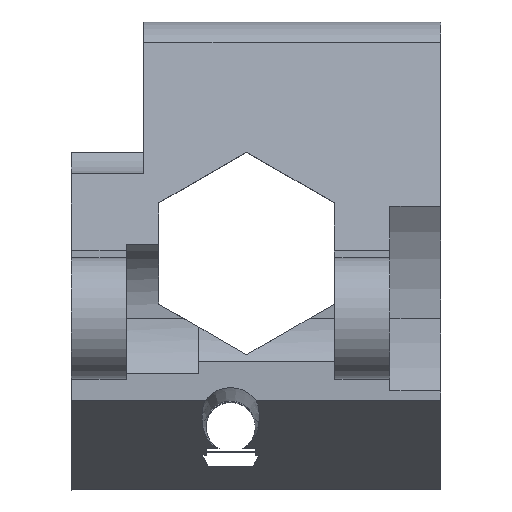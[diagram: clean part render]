
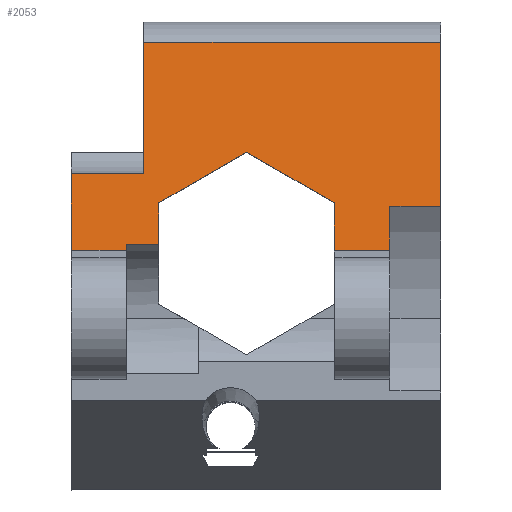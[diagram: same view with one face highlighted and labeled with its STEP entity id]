
A CAD part, top view. The second image highlights one B-rep face of the part: STEP entity #2053.
In plain terms, the highlighted planar face has unit normal (0, 0.139, 0.99).
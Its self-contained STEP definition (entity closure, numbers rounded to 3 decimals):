
#13 = LINE ( 'NONE', #764, #332 ) ;
#71 = CARTESIAN_POINT ( 'NONE',  ( -2.9, -9., -6.959 ) ) ;
#87 = VECTOR ( 'NONE', #2349, 1000. ) ;
#92 = CARTESIAN_POINT ( 'NONE',  ( -2.9, -9., -6.959 ) ) ;
#112 = VECTOR ( 'NONE', #493, 1000. ) ;
#135 = VERTEX_POINT ( 'NONE', #2412 ) ;
#146 = VERTEX_POINT ( 'NONE', #1403 ) ;
#167 = ORIENTED_EDGE ( 'NONE', *, *, #936, .F. ) ;
#207 = CARTESIAN_POINT ( 'NONE',  ( 7., -15.783, -6.005 ) ) ;
#294 = CARTESIAN_POINT ( 'NONE',  ( -11.2, -15.783, -6.005 ) ) ;
#328 = DIRECTION ( 'NONE',  ( 0., -0.99, 0.139 ) ) ;
#332 = VECTOR ( 'NONE', #2372, 1000. ) ;
#359 = LINE ( 'NONE', #1351, #548 ) ;
#369 = LINE ( 'NONE', #726, #1662 ) ;
#409 = DIRECTION ( 'NONE',  ( 1., 0., 0. ) ) ;
#424 = EDGE_LOOP ( 'NONE', ( #1949, #688, #2525, #2585, #1394, #2497, #167, #1167, #2220, #2448, #2112, #2324, #511, #1647, #2526 ) ) ;
#433 = EDGE_CURVE ( 'NONE', #892, #1508, #2548, .T. ) ;
#493 = DIRECTION ( 'NONE',  ( -1., 0., 0. ) ) ;
#500 = CARTESIAN_POINT ( 'NONE',  ( -20., -15.4, -6.059 ) ) ;
#511 = ORIENTED_EDGE ( 'NONE', *, *, #988, .T. ) ;
#544 = CARTESIAN_POINT ( 'NONE',  ( 10.5, -12.744, -6.433 ) ) ;
#548 = VECTOR ( 'NONE', #1768, 1000. ) ;
#569 = CARTESIAN_POINT ( 'NONE',  ( -15., -10.5, -6.748 ) ) ;
#584 = CARTESIAN_POINT ( 'NONE',  ( 10.5, -1.404, -8.026 ) ) ;
#611 = LINE ( 'NONE', #1538, #87 ) ;
#623 = CARTESIAN_POINT ( 'NONE',  ( -8.962, -15.4, -6.059 ) ) ;
#680 = LINE ( 'NONE', #1574, #1043 ) ;
#681 = VERTEX_POINT ( 'NONE', #998 ) ;
#687 = VECTOR ( 'NONE', #328, 1000. ) ;
#688 = ORIENTED_EDGE ( 'NONE', *, *, #1327, .F. ) ;
#697 = DIRECTION ( 'NONE',  ( 0., -0.99, 0.139 ) ) ;
#708 = VECTOR ( 'NONE', #2111, 1000. ) ;
#726 = CARTESIAN_POINT ( 'NONE',  ( -15., -10.5, -6.748 ) ) ;
#730 = VERTEX_POINT ( 'NONE', #623 ) ;
#751 = VECTOR ( 'NONE', #1021, 1000. ) ;
#764 = CARTESIAN_POINT ( 'NONE',  ( -20., -15.783, -6.005 ) ) ;
#830 = DIRECTION ( 'NONE',  ( 0., -0.99, 0.139 ) ) ;
#840 = EDGE_CURVE ( 'NONE', #1999, #681, #1720, .T. ) ;
#880 = DIRECTION ( 'NONE',  ( -0.864, -0.499, 0.07 ) ) ;
#892 = VERTEX_POINT ( 'NONE', #1077 ) ;
#901 = VERTEX_POINT ( 'NONE', #1680 ) ;
#903 = CARTESIAN_POINT ( 'NONE',  ( 7., -15.783, -6.005 ) ) ;
#930 = EDGE_CURVE ( 'NONE', #901, #2207, #1594, .T. ) ;
#936 = EDGE_CURVE ( 'NONE', #1681, #1178, #1906, .T. ) ;
#937 = CARTESIAN_POINT ( 'NONE',  ( 3.162, -12.5, -6.467 ) ) ;
#988 = EDGE_CURVE ( 'NONE', #2330, #146, #369, .T. ) ;
#998 = CARTESIAN_POINT ( 'NONE',  ( -8.962, -12.5, -6.467 ) ) ;
#1021 = DIRECTION ( 'NONE',  ( 1., 0., 0. ) ) ;
#1043 = VECTOR ( 'NONE', #409, 1000. ) ;
#1077 = CARTESIAN_POINT ( 'NONE',  ( -11.2, -15.4, -6.059 ) ) ;
#1086 = CARTESIAN_POINT ( 'NONE',  ( -20., -15.783, -6.005 ) ) ;
#1089 = CARTESIAN_POINT ( 'NONE',  ( -20., -12.744, -6.433 ) ) ;
#1133 = VECTOR ( 'NONE', #1644, 1000. ) ;
#1143 = EDGE_CURVE ( 'NONE', #1178, #901, #13, .T. ) ;
#1162 = EDGE_CURVE ( 'NONE', #2330, #135, #680, .T. ) ;
#1167 = ORIENTED_EDGE ( 'NONE', *, *, #2075, .F. ) ;
#1178 = VERTEX_POINT ( 'NONE', #207 ) ;
#1190 = LINE ( 'NONE', #1089, #708 ) ;
#1221 = CARTESIAN_POINT ( 'NONE',  ( -20., -1.404, -8.026 ) ) ;
#1235 = CARTESIAN_POINT ( 'NONE',  ( -8.962, -12.5, -6.467 ) ) ;
#1241 = VECTOR ( 'NONE', #1501, 1000. ) ;
#1250 = CARTESIAN_POINT ( 'NONE',  ( 3.162, -12.5, -6.467 ) ) ;
#1269 = EDGE_CURVE ( 'NONE', #2197, #2290, #1330, .T. ) ;
#1294 = EDGE_CURVE ( 'NONE', #2207, #1999, #1659, .T. ) ;
#1305 = CARTESIAN_POINT ( 'NONE',  ( 3.162, -15.783, -6.005 ) ) ;
#1307 = CARTESIAN_POINT ( 'NONE',  ( -20., -15.783, -6.005 ) ) ;
#1327 = EDGE_CURVE ( 'NONE', #681, #730, #2250, .T. ) ;
#1330 = LINE ( 'NONE', #1221, #751 ) ;
#1351 = CARTESIAN_POINT ( 'NONE',  ( -10., -15.783, -6.005 ) ) ;
#1364 = VECTOR ( 'NONE', #697, 1000. ) ;
#1394 = ORIENTED_EDGE ( 'NONE', *, *, #930, .F. ) ;
#1403 = CARTESIAN_POINT ( 'NONE',  ( -15., -15.783, -6.005 ) ) ;
#1482 = DIRECTION ( 'NONE',  ( 0., 0.99, -0.139 ) ) ;
#1501 = DIRECTION ( 'NONE',  ( -1., 0., 0. ) ) ;
#1508 = VERTEX_POINT ( 'NONE', #294 ) ;
#1538 = CARTESIAN_POINT ( 'NONE',  ( 10.5, -7.5, -7.17 ) ) ;
#1574 = CARTESIAN_POINT ( 'NONE',  ( -20., -10.5, -6.748 ) ) ;
#1582 = LINE ( 'NONE', #1307, #1241 ) ;
#1593 = VECTOR ( 'NONE', #830, 1000. ) ;
#1594 = LINE ( 'NONE', #1305, #2442 ) ;
#1644 = DIRECTION ( 'NONE',  ( -0.864, 0.499, -0.07 ) ) ;
#1647 = ORIENTED_EDGE ( 'NONE', *, *, #2230, .F. ) ;
#1659 = LINE ( 'NONE', #1250, #1133 ) ;
#1662 = VECTOR ( 'NONE', #2509, 1000. ) ;
#1680 = CARTESIAN_POINT ( 'NONE',  ( 3.162, -15.783, -6.005 ) ) ;
#1681 = VERTEX_POINT ( 'NONE', #1756 ) ;
#1709 = EDGE_CURVE ( 'NONE', #2290, #2561, #611, .T. ) ;
#1720 = LINE ( 'NONE', #71, #1938 ) ;
#1735 = CARTESIAN_POINT ( 'NONE',  ( -11.2, -15.4, -6.059 ) ) ;
#1756 = CARTESIAN_POINT ( 'NONE',  ( 7., -12.744, -6.433 ) ) ;
#1768 = DIRECTION ( 'NONE',  ( 0., 0.99, -0.139 ) ) ;
#1892 = DIRECTION ( 'NONE',  ( 0., -0.139, -0.99 ) ) ;
#1906 = LINE ( 'NONE', #903, #1364 ) ;
#1938 = VECTOR ( 'NONE', #880, 1000. ) ;
#1949 = ORIENTED_EDGE ( 'NONE', *, *, #2085, .F. ) ;
#1999 = VERTEX_POINT ( 'NONE', #92 ) ;
#2020 = AXIS2_PLACEMENT_3D ( 'NONE', #1086, #1892, #1482 ) ;
#2053 = ADVANCED_FACE ( 'NONE', ( #2434 ), #2484, .F. ) ;
#2075 = EDGE_CURVE ( 'NONE', #2561, #1681, #1190, .T. ) ;
#2085 = EDGE_CURVE ( 'NONE', #730, #892, #2303, .T. ) ;
#2108 = DIRECTION ( 'NONE',  ( 0., 0.99, -0.139 ) ) ;
#2111 = DIRECTION ( 'NONE',  ( -1., 0., 0. ) ) ;
#2112 = ORIENTED_EDGE ( 'NONE', *, *, #2607, .F. ) ;
#2146 = CARTESIAN_POINT ( 'NONE',  ( -10., -1.404, -8.026 ) ) ;
#2197 = VERTEX_POINT ( 'NONE', #2146 ) ;
#2207 = VERTEX_POINT ( 'NONE', #937 ) ;
#2220 = ORIENTED_EDGE ( 'NONE', *, *, #1709, .F. ) ;
#2230 = EDGE_CURVE ( 'NONE', #1508, #146, #1582, .T. ) ;
#2250 = LINE ( 'NONE', #1235, #1593 ) ;
#2290 = VERTEX_POINT ( 'NONE', #584 ) ;
#2303 = LINE ( 'NONE', #500, #112 ) ;
#2324 = ORIENTED_EDGE ( 'NONE', *, *, #1162, .F. ) ;
#2330 = VERTEX_POINT ( 'NONE', #569 ) ;
#2349 = DIRECTION ( 'NONE',  ( 0., -0.99, 0.139 ) ) ;
#2372 = DIRECTION ( 'NONE',  ( -1., 0., 0. ) ) ;
#2412 = CARTESIAN_POINT ( 'NONE',  ( -10., -10.5, -6.748 ) ) ;
#2434 = FACE_OUTER_BOUND ( 'NONE', #424, .T. ) ;
#2442 = VECTOR ( 'NONE', #2108, 1000. ) ;
#2448 = ORIENTED_EDGE ( 'NONE', *, *, #1269, .F. ) ;
#2484 = PLANE ( 'NONE',  #2020 ) ;
#2497 = ORIENTED_EDGE ( 'NONE', *, *, #1143, .F. ) ;
#2509 = DIRECTION ( 'NONE',  ( 0., -0.99, 0.139 ) ) ;
#2525 = ORIENTED_EDGE ( 'NONE', *, *, #840, .F. ) ;
#2526 = ORIENTED_EDGE ( 'NONE', *, *, #433, .F. ) ;
#2548 = LINE ( 'NONE', #1735, #687 ) ;
#2561 = VERTEX_POINT ( 'NONE', #544 ) ;
#2585 = ORIENTED_EDGE ( 'NONE', *, *, #1294, .F. ) ;
#2607 = EDGE_CURVE ( 'NONE', #135, #2197, #359, .T. ) ;
